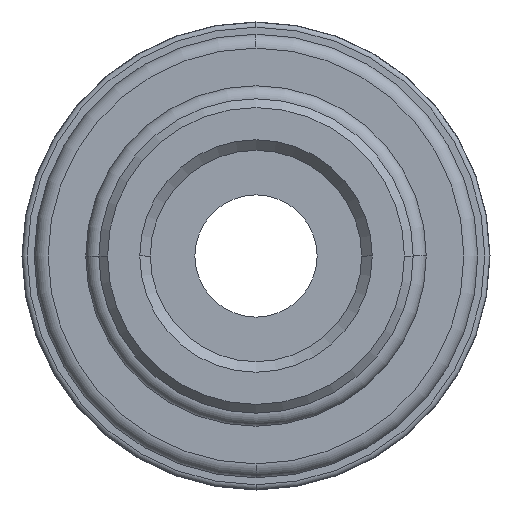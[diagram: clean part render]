
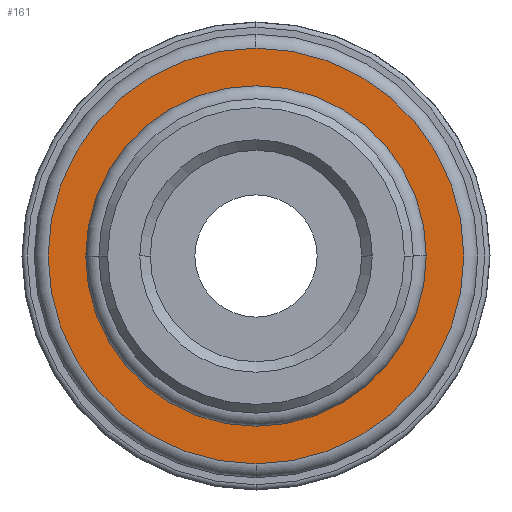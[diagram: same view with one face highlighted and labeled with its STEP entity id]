
A CAD part, front view. The second image highlights one B-rep face of the part: STEP entity #161.
In plain terms, the highlighted planar face has unit normal (0, -1, 0).
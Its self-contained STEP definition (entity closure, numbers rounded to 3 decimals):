
#161=ADVANCED_FACE('',(#400,#401),#402,.T.);
#400=FACE_BOUND('',#735,.T.);
#401=FACE_OUTER_BOUND('',#736,.T.);
#402=PLANE('',#737);
#735=EDGE_LOOP('',(#1156,#1157,#1158));
#736=EDGE_LOOP('',(#1159,#1160,#1161));
#737=AXIS2_PLACEMENT_3D('',#1162,#1163,#1164);
#1156=ORIENTED_EDGE('',*,*,#2037,.T.);
#1157=ORIENTED_EDGE('',*,*,#2038,.T.);
#1158=ORIENTED_EDGE('',*,*,#2039,.T.);
#1159=ORIENTED_EDGE('',*,*,#2040,.F.);
#1160=ORIENTED_EDGE('',*,*,#2041,.F.);
#1161=ORIENTED_EDGE('',*,*,#2042,.F.);
#1162=CARTESIAN_POINT('',(10.45,2.5,0.0));
#1163=DIRECTION('',(-0.0,-1.0,-0.0));
#1164=DIRECTION('',(-1.0,0.0,0.0));
#2037=EDGE_CURVE('',#2476,#2477,#2478,.T.);
#2038=EDGE_CURVE('',#2477,#2479,#2480,.T.);
#2039=EDGE_CURVE('',#2479,#2476,#2481,.T.);
#2040=EDGE_CURVE('',#2482,#2483,#2484,.T.);
#2041=EDGE_CURVE('',#2485,#2482,#2486,.T.);
#2042=EDGE_CURVE('',#2483,#2485,#2487,.T.);
#2476=VERTEX_POINT('',#3246);
#2477=VERTEX_POINT('',#3247);
#2478=CIRCLE('',#3248,9.75);
#2479=VERTEX_POINT('',#3249);
#2480=CIRCLE('',#3250,9.75);
#2481=CIRCLE('',#3251,9.75);
#2482=VERTEX_POINT('',#3252);
#2483=VERTEX_POINT('',#3253);
#2484=CIRCLE('',#3254,11.9);
#2485=VERTEX_POINT('',#3255);
#2486=CIRCLE('',#3256,11.9);
#2487=CIRCLE('',#3257,11.9);
#3246=CARTESIAN_POINT('',(0.,2.5,9.75));
#3247=CARTESIAN_POINT('',(9.75,2.5,0.));
#3248=AXIS2_PLACEMENT_3D('',#4006,#4007,#4008);
#3249=CARTESIAN_POINT('',(-9.75,2.5,0.));
#3250=AXIS2_PLACEMENT_3D('',#4009,#4010,#4011);
#3251=AXIS2_PLACEMENT_3D('',#4012,#4013,#4014);
#3252=CARTESIAN_POINT('',(11.9,2.5,0.0));
#3253=CARTESIAN_POINT('',(0.,2.5,-11.9));
#3254=AXIS2_PLACEMENT_3D('',#4015,#4016,#4017);
#3255=CARTESIAN_POINT('',(0.,2.5,11.9));
#3256=AXIS2_PLACEMENT_3D('',#4018,#4019,#4020);
#3257=AXIS2_PLACEMENT_3D('',#4021,#4022,#4023);
#4006=CARTESIAN_POINT('',(0.0,2.5,0.0));
#4007=DIRECTION('',(0.0,1.0,0.0));
#4008=DIRECTION('',(0.0,0.0,-1.0));
#4009=CARTESIAN_POINT('',(0.0,2.5,0.0));
#4010=DIRECTION('',(0.0,1.0,0.0));
#4011=DIRECTION('',(0.0,0.0,-1.0));
#4012=CARTESIAN_POINT('',(0.0,2.5,0.0));
#4013=DIRECTION('',(0.0,1.0,0.0));
#4014=DIRECTION('',(0.0,0.0,-1.0));
#4015=CARTESIAN_POINT('',(0.0,2.5,0.0));
#4016=DIRECTION('',(-0.0,1.0,0.0));
#4017=DIRECTION('',(1.0,0.0,0.0));
#4018=CARTESIAN_POINT('',(0.0,2.5,0.0));
#4019=DIRECTION('',(-0.0,1.0,0.0));
#4020=DIRECTION('',(1.0,0.0,0.0));
#4021=CARTESIAN_POINT('',(0.0,2.5,0.0));
#4022=DIRECTION('',(-0.0,1.0,0.0));
#4023=DIRECTION('',(1.0,0.0,0.0));
